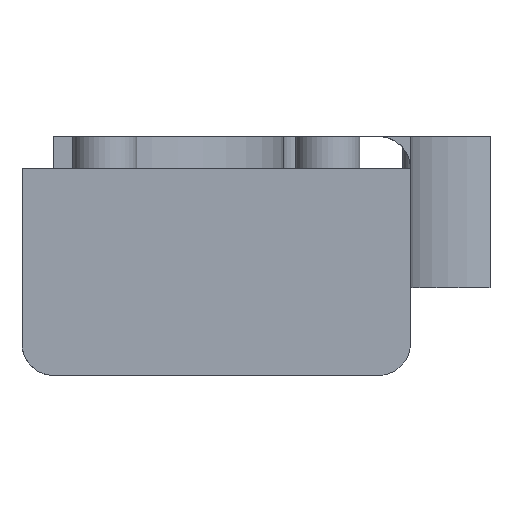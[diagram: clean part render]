
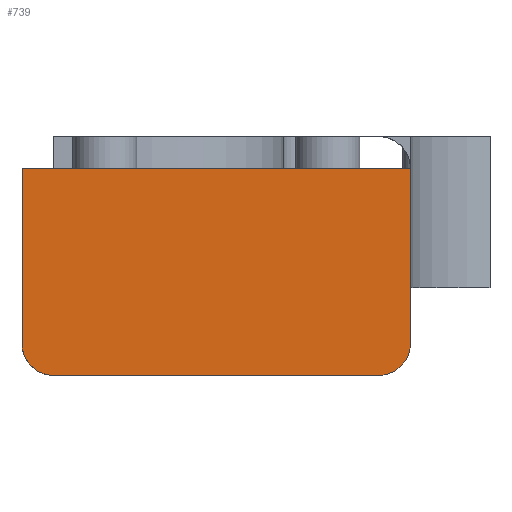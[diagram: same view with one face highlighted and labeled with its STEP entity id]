
A CAD part, front view. The second image highlights one B-rep face of the part: STEP entity #739.
In plain terms, the highlighted planar face has unit normal (0, -1, 0).
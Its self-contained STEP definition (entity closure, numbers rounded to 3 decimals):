
#739 = ADVANCED_FACE('',(#740),#754,.F.);
#740 = FACE_BOUND('',#741,.T.);
#741 = EDGE_LOOP('',(#742,#765,#786,#802,#818,#834));
#742 = ORIENTED_EDGE('',*,*,#743,.F.);
#743 = EDGE_CURVE('',#744,#746,#748,.T.);
#744 = VERTEX_POINT('',#745);
#745 = CARTESIAN_POINT('',(22.4,0.,-15.));
#746 = VERTEX_POINT('',#747);
#747 = CARTESIAN_POINT('',(2.,0.,-15.));
#748 = SURFACE_CURVE('',#749,(#753),.PCURVE_S1.);
#749 = LINE('',#750,#751);
#750 = CARTESIAN_POINT('',(24.4,0.,-15.));
#751 = VECTOR('',#752,1.);
#752 = DIRECTION('',(-1.,-0.,-0.));
#753 = PCURVE('',#754,#759);
#754 = PLANE('',#755);
#755 = AXIS2_PLACEMENT_3D('',#756,#757,#758);
#756 = CARTESIAN_POINT('',(24.4,0.,-15.));
#757 = DIRECTION('',(0.,1.,0.));
#758 = DIRECTION('',(0.,-0.,1.));
#759 = DEFINITIONAL_REPRESENTATION('',(#760),#764);
#760 = LINE('',#761,#762);
#761 = CARTESIAN_POINT('',(0.,0.));
#762 = VECTOR('',#763,1.);
#763 = DIRECTION('',(0.,-1.));
#764 = ( GEOMETRIC_REPRESENTATION_CONTEXT(2) 
PARAMETRIC_REPRESENTATION_CONTEXT() REPRESENTATION_CONTEXT('2D SPACE',''
  ) );
#765 = ORIENTED_EDGE('',*,*,#766,.T.);
#766 = EDGE_CURVE('',#744,#767,#769,.T.);
#767 = VERTEX_POINT('',#768);
#768 = CARTESIAN_POINT('',(24.4,0.,-13.));
#769 = SURFACE_CURVE('',#770,(#775),.PCURVE_S1.);
#770 = CIRCLE('',#771,2.);
#771 = AXIS2_PLACEMENT_3D('',#772,#773,#774);
#772 = CARTESIAN_POINT('',(22.4,0.,-13.));
#773 = DIRECTION('',(0.,-1.,0.));
#774 = DIRECTION('',(0.,0.,1.));
#775 = PCURVE('',#754,#776);
#776 = DEFINITIONAL_REPRESENTATION('',(#777),#785);
#777 = ( BOUNDED_CURVE() B_SPLINE_CURVE(2,(#778,#779,#780,#781,#782,#783
,#784),.UNSPECIFIED.,.T.,.F.) B_SPLINE_CURVE_WITH_KNOTS((1,2,2,2,2,1),(
    -2.094,0.,2.094,4.189,6.283,
8.378),.UNSPECIFIED.) CURVE() GEOMETRIC_REPRESENTATION_ITEM() 
RATIONAL_B_SPLINE_CURVE((1.,0.5,1.,0.5,1.,0.5,1.)) REPRESENTATION_ITEM(
  '') );
#778 = CARTESIAN_POINT('',(4.,-2.));
#779 = CARTESIAN_POINT('',(4.,-5.464));
#780 = CARTESIAN_POINT('',(1.,-3.732));
#781 = CARTESIAN_POINT('',(-2.,-2.));
#782 = CARTESIAN_POINT('',(1.,-0.268));
#783 = CARTESIAN_POINT('',(4.,1.464));
#784 = CARTESIAN_POINT('',(4.,-2.));
#785 = ( GEOMETRIC_REPRESENTATION_CONTEXT(2) 
PARAMETRIC_REPRESENTATION_CONTEXT() REPRESENTATION_CONTEXT('2D SPACE',''
  ) );
#786 = ORIENTED_EDGE('',*,*,#787,.F.);
#787 = EDGE_CURVE('',#788,#767,#790,.T.);
#788 = VERTEX_POINT('',#789);
#789 = CARTESIAN_POINT('',(24.4,0.,-2.));
#790 = SURFACE_CURVE('',#791,(#795),.PCURVE_S1.);
#791 = LINE('',#792,#793);
#792 = CARTESIAN_POINT('',(24.4,0.,-15.));
#793 = VECTOR('',#794,1.);
#794 = DIRECTION('',(-0.,-0.,-1.));
#795 = PCURVE('',#754,#796);
#796 = DEFINITIONAL_REPRESENTATION('',(#797),#801);
#797 = LINE('',#798,#799);
#798 = CARTESIAN_POINT('',(0.,0.));
#799 = VECTOR('',#800,1.);
#800 = DIRECTION('',(-1.,0.));
#801 = ( GEOMETRIC_REPRESENTATION_CONTEXT(2) 
PARAMETRIC_REPRESENTATION_CONTEXT() REPRESENTATION_CONTEXT('2D SPACE',''
  ) );
#802 = ORIENTED_EDGE('',*,*,#803,.T.);
#803 = EDGE_CURVE('',#788,#804,#806,.T.);
#804 = VERTEX_POINT('',#805);
#805 = CARTESIAN_POINT('',(0.,0.,-2.));
#806 = SURFACE_CURVE('',#807,(#811),.PCURVE_S1.);
#807 = LINE('',#808,#809);
#808 = CARTESIAN_POINT('',(24.4,0.,-2.));
#809 = VECTOR('',#810,1.);
#810 = DIRECTION('',(-1.,0.,0.));
#811 = PCURVE('',#754,#812);
#812 = DEFINITIONAL_REPRESENTATION('',(#813),#817);
#813 = LINE('',#814,#815);
#814 = CARTESIAN_POINT('',(13.,0.));
#815 = VECTOR('',#816,1.);
#816 = DIRECTION('',(0.,-1.));
#817 = ( GEOMETRIC_REPRESENTATION_CONTEXT(2) 
PARAMETRIC_REPRESENTATION_CONTEXT() REPRESENTATION_CONTEXT('2D SPACE',''
  ) );
#818 = ORIENTED_EDGE('',*,*,#819,.T.);
#819 = EDGE_CURVE('',#804,#820,#822,.T.);
#820 = VERTEX_POINT('',#821);
#821 = CARTESIAN_POINT('',(0.,0.,-13.));
#822 = SURFACE_CURVE('',#823,(#827),.PCURVE_S1.);
#823 = LINE('',#824,#825);
#824 = CARTESIAN_POINT('',(0.,0.,-15.));
#825 = VECTOR('',#826,1.);
#826 = DIRECTION('',(-0.,-0.,-1.));
#827 = PCURVE('',#754,#828);
#828 = DEFINITIONAL_REPRESENTATION('',(#829),#833);
#829 = LINE('',#830,#831);
#830 = CARTESIAN_POINT('',(0.,-24.4));
#831 = VECTOR('',#832,1.);
#832 = DIRECTION('',(-1.,0.));
#833 = ( GEOMETRIC_REPRESENTATION_CONTEXT(2) 
PARAMETRIC_REPRESENTATION_CONTEXT() REPRESENTATION_CONTEXT('2D SPACE',''
  ) );
#834 = ORIENTED_EDGE('',*,*,#835,.T.);
#835 = EDGE_CURVE('',#820,#746,#836,.T.);
#836 = SURFACE_CURVE('',#837,(#842),.PCURVE_S1.);
#837 = CIRCLE('',#838,2.);
#838 = AXIS2_PLACEMENT_3D('',#839,#840,#841);
#839 = CARTESIAN_POINT('',(2.,0.,-13.));
#840 = DIRECTION('',(0.,-1.,0.));
#841 = DIRECTION('',(0.,0.,1.));
#842 = PCURVE('',#754,#843);
#843 = DEFINITIONAL_REPRESENTATION('',(#844),#852);
#844 = ( BOUNDED_CURVE() B_SPLINE_CURVE(2,(#845,#846,#847,#848,#849,#850
,#851),.UNSPECIFIED.,.T.,.F.) B_SPLINE_CURVE_WITH_KNOTS((1,2,2,2,2,1),(
    -2.094,0.,2.094,4.189,6.283,
8.378),.UNSPECIFIED.) CURVE() GEOMETRIC_REPRESENTATION_ITEM() 
RATIONAL_B_SPLINE_CURVE((1.,0.5,1.,0.5,1.,0.5,1.)) REPRESENTATION_ITEM(
  '') );
#845 = CARTESIAN_POINT('',(4.,-22.4));
#846 = CARTESIAN_POINT('',(4.,-25.864));
#847 = CARTESIAN_POINT('',(1.,-24.132));
#848 = CARTESIAN_POINT('',(-2.,-22.4));
#849 = CARTESIAN_POINT('',(1.,-20.668));
#850 = CARTESIAN_POINT('',(4.,-18.936));
#851 = CARTESIAN_POINT('',(4.,-22.4));
#852 = ( GEOMETRIC_REPRESENTATION_CONTEXT(2) 
PARAMETRIC_REPRESENTATION_CONTEXT() REPRESENTATION_CONTEXT('2D SPACE',''
  ) );
